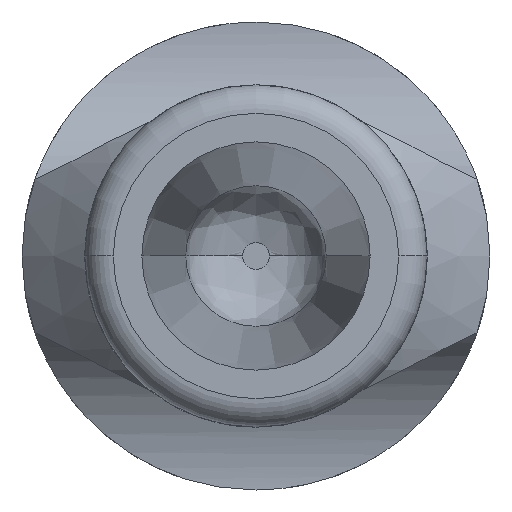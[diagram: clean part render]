
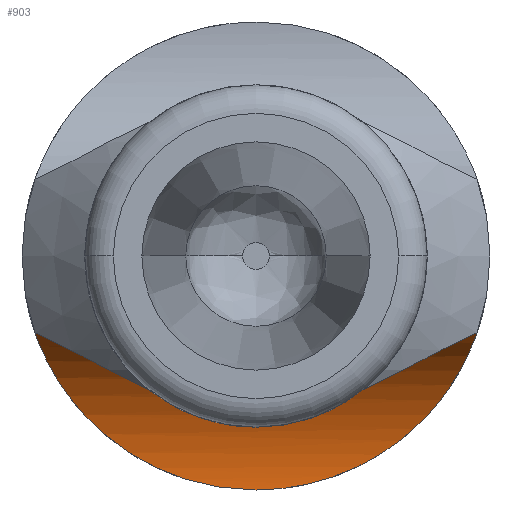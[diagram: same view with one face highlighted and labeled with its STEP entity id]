
A CAD part, front view. The second image highlights one B-rep face of the part: STEP entity #903.
In plain terms, the highlighted cylindrical face has radius 3 mm (diameter 6 mm), a partial arc.
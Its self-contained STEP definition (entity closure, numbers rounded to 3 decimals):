
#238=DIRECTION('',(-1.,0.,0.));
#239=VECTOR('',#238,7.952);
#240=CARTESIAN_POINT('',(3.976,29.,-1.));
#241=LINE('',#240,#239);
#266=CARTESIAN_POINT('',(3.976,29.,-1.));
#267=CARTESIAN_POINT('',(3.976,29.206,-1.));
#268=CARTESIAN_POINT('',(3.967,29.614,-1.04));
#269=CARTESIAN_POINT('',(3.909,30.255,-1.247));
#270=CARTESIAN_POINT('',(3.79,30.81,-1.581));
#271=CARTESIAN_POINT('',(3.604,31.231,-1.972));
#272=CARTESIAN_POINT('',(3.364,31.53,-2.363));
#273=CARTESIAN_POINT('',(3.02,31.758,-2.791));
#274=CARTESIAN_POINT('',(2.637,31.884,-3.153));
#275=CARTESIAN_POINT('',(2.239,31.952,-3.446));
#276=CARTESIAN_POINT('',(1.828,31.985,-3.68));
#277=CARTESIAN_POINT('',(1.394,31.998,-3.865));
#278=CARTESIAN_POINT('',(0.94,32.001,-4.));
#279=CARTESIAN_POINT('',(0.472,31.999,-4.082));
#280=CARTESIAN_POINT('',(0.157,31.998,-4.1));
#281=CARTESIAN_POINT('',(0.,31.998,-4.1));
#392=CARTESIAN_POINT('',(0.,31.998,-4.1));
#393=CARTESIAN_POINT('',(-0.233,31.998,
-4.1));
#394=CARTESIAN_POINT('',(-0.678,32.,
-4.06));
#395=CARTESIAN_POINT('',(-1.251,32.001,-3.918));
#396=CARTESIAN_POINT('',(-1.764,31.989,-3.714));
#397=CARTESIAN_POINT('',(-2.237,31.955,-3.451));
#398=CARTESIAN_POINT('',(-2.686,31.874,-3.114));
#399=CARTESIAN_POINT('',(-3.081,31.729,-2.724));
#400=CARTESIAN_POINT('',(-3.406,31.486,-2.298));
#401=CARTESIAN_POINT('',(-3.62,31.199,-1.939));
#402=CARTESIAN_POINT('',(-3.795,30.79,-1.568));
#403=CARTESIAN_POINT('',(-3.91,30.248,-1.245));
#404=CARTESIAN_POINT('',(-3.966,29.615,-1.04));
#405=CARTESIAN_POINT('',(-3.976,29.207,-1.));
#406=CARTESIAN_POINT('',(-3.976,29.,-1.));
#454=CARTESIAN_POINT('',(3.976,29.,-1.));
#455=CARTESIAN_POINT('',(-3.976,29.,-1.));
#456=VERTEX_POINT('',#454);
#457=VERTEX_POINT('',#455);
#478=VERTEX_POINT('',#281);
#891=CARTESIAN_POINT('',(4.92,29.,-4.));
#892=DIRECTION('',(1.,0.,0.));
#893=DIRECTION('',(0.,0.,-1.));
#894=AXIS2_PLACEMENT_3D('',#891,#892,#893);
#895=CYLINDRICAL_SURFACE('',#894,3.);
#896=ORIENTED_EDGE('',*,*,#881,.F.);
#898=ORIENTED_EDGE('',*,*,#897,.T.);
#900=ORIENTED_EDGE('',*,*,#899,.T.);
#901=EDGE_LOOP('',(#896,#898,#900));
#902=FACE_OUTER_BOUND('',#901,.F.);
#903=ADVANCED_FACE('',(#902),#895,.F.);
#282=B_SPLINE_CURVE_WITH_KNOTS('',3,(#266,#267,#268,#269,#270,#271,#272,#273,
#274,#275,#276,#277,#278,#279,#280,#281),.UNSPECIFIED.,.F.,.F.,(4,1,1,1,1,1,1,1,
1,1,1,1,1,4),(0.,0.077,0.154,0.231,
0.308,0.385,0.462,0.538,
0.615,0.692,0.769,0.846,
0.923,1.),.UNSPECIFIED.);
#407=B_SPLINE_CURVE_WITH_KNOTS('',3,(#392,#393,#394,#395,#396,#397,#398,#399,
#400,#401,#402,#403,#404,#405,#406),.UNSPECIFIED.,.F.,.F.,(4,1,1,1,1,1,1,1,1,1,
1,1,4),(0.,0.083,0.167,0.25,0.333,
0.417,0.5,0.583,0.667,0.75,
0.833,0.917,1.),.UNSPECIFIED.);
#881=EDGE_CURVE('',#456,#457,#241,.T.);
#897=EDGE_CURVE('',#456,#478,#282,.T.);
#899=EDGE_CURVE('',#478,#457,#407,.T.);
